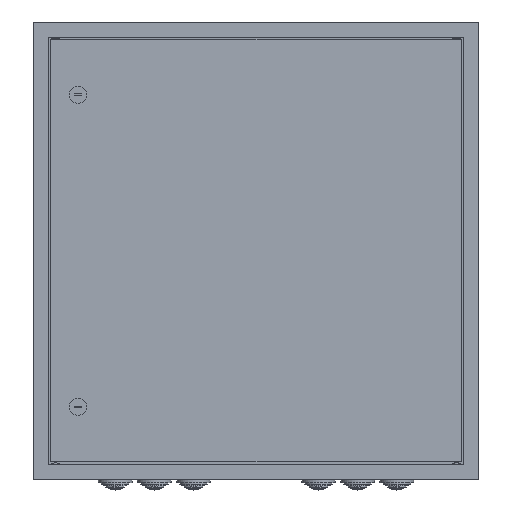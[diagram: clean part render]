
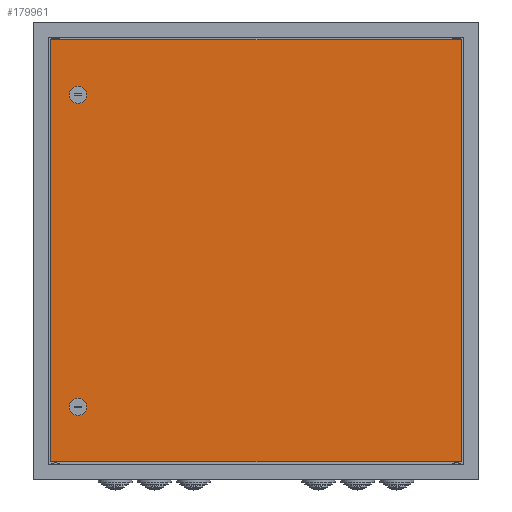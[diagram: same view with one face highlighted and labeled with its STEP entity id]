
A CAD part, top view. The second image highlights one B-rep face of the part: STEP entity #179961.
In plain terms, the highlighted planar face has unit normal (0, 0, 1).
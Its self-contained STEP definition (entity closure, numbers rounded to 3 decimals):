
#32 = VERTEX_POINT ( 'NONE', #191052 ) ;
#7613 = DIRECTION ( 'NONE',  ( 0., -1., 0. ) ) ;
#10154 = CARTESIAN_POINT ( 'NONE',  ( -219.25, 204.21, 138.2 ) ) ;
#11118 = DIRECTION ( 'NONE',  ( -1., 0., 0. ) ) ;
#11730 = CARTESIAN_POINT ( 'NONE',  ( 262.5, 0., 138.2 ) ) ;
#11881 = PLANE ( 'NONE',  #34638 ) ;
#15268 = FACE_BOUND ( 'NONE', #22393, .T. ) ;
#18157 = VERTEX_POINT ( 'NONE', #172906 ) ;
#18177 = EDGE_CURVE ( 'NONE', #90073, #124898, #20458, .T. ) ;
#20458 = CIRCLE ( 'NONE', #75713, 9.5 ) ;
#22393 = EDGE_LOOP ( 'NONE', ( #105763, #51984, #178165, #96533 ) ) ;
#30206 = DIRECTION ( 'NONE',  ( 0., 1., 0. ) ) ;
#30443 = FACE_BOUND ( 'NONE', #214472, .T. ) ;
#31329 = DIRECTION ( 'NONE',  ( -1., 0., 0. ) ) ;
#34591 = ORIENTED_EDGE ( 'NONE', *, *, #107796, .T. ) ;
#34638 = AXIS2_PLACEMENT_3D ( 'NONE', #82384, #154011, #85821 ) ;
#36604 = VERTEX_POINT ( 'NONE', #189904 ) ;
#38135 = ORIENTED_EDGE ( 'NONE', *, *, #182001, .T. ) ;
#38396 = EDGE_CURVE ( 'NONE', #124609, #222024, #121749, .T. ) ;
#42001 = CARTESIAN_POINT ( 'NONE',  ( -235.75, 204.21, 138.2 ) ) ;
#42142 = CIRCLE ( 'NONE', #222885, 9.5 ) ;
#43016 = DIRECTION ( 'NONE',  ( 0., -1., 0. ) ) ;
#44063 = CARTESIAN_POINT ( 'NONE',  ( -235.75, -204.21, 138.2 ) ) ;
#51984 = ORIENTED_EDGE ( 'NONE', *, *, #18177, .T. ) ;
#56274 = DIRECTION ( 'NONE',  ( 0., 0., -1. ) ) ;
#59563 = LINE ( 'NONE', #93140, #209257 ) ;
#61558 = VERTEX_POINT ( 'NONE', #134963 ) ;
#70567 = EDGE_CURVE ( 'NONE', #18157, #124609, #115193, .T. ) ;
#75713 = AXIS2_PLACEMENT_3D ( 'NONE', #170618, #187944, #11118 ) ;
#77768 = CARTESIAN_POINT ( 'NONE',  ( -219.25, 194.79, 138.2 ) ) ;
#81152 = CARTESIAN_POINT ( 'NONE',  ( 0., 269.5, 138.2 ) ) ;
#81998 = ORIENTED_EDGE ( 'NONE', *, *, #204131, .T. ) ;
#82384 = CARTESIAN_POINT ( 'NONE',  ( 0., 0., 138.2 ) ) ;
#83111 = ORIENTED_EDGE ( 'NONE', *, *, #38396, .T. ) ;
#85821 = DIRECTION ( 'NONE',  ( -1., 0., 0. ) ) ;
#88925 = CARTESIAN_POINT ( 'NONE',  ( -227.5, -199.5, 138.2 ) ) ;
#90073 = VERTEX_POINT ( 'NONE', #42001 ) ;
#90077 = EDGE_CURVE ( 'NONE', #61558, #90073, #182989, .T. ) ;
#90781 = EDGE_CURVE ( 'NONE', #222024, #32, #168395, .T. ) ;
#93140 = CARTESIAN_POINT ( 'NONE',  ( 0., -269.5, 138.2 ) ) ;
#94008 = ORIENTED_EDGE ( 'NONE', *, *, #191352, .F. ) ;
#94754 = CARTESIAN_POINT ( 'NONE',  ( -262.5, -269.5, 138.2 ) ) ;
#96284 = CARTESIAN_POINT ( 'NONE',  ( 262.5, 269.5, 138.2 ) ) ;
#96533 = ORIENTED_EDGE ( 'NONE', *, *, #211497, .T. ) ;
#105227 = ORIENTED_EDGE ( 'NONE', *, *, #70567, .T. ) ;
#105371 = VECTOR ( 'NONE', #7613, 1000. ) ;
#105763 = ORIENTED_EDGE ( 'NONE', *, *, #90077, .T. ) ;
#107796 = EDGE_CURVE ( 'NONE', #32, #18157, #202332, .T. ) ;
#112274 = EDGE_CURVE ( 'NONE', #124898, #162491, #184445, .T. ) ;
#115116 = DIRECTION ( 'NONE',  ( 0., 0., -1. ) ) ;
#115193 = CIRCLE ( 'NONE', #200131, 9.5 ) ;
#116614 = VECTOR ( 'NONE', #167879, 1000. ) ;
#116794 = AXIS2_PLACEMENT_3D ( 'NONE', #134413, #56274, #163698 ) ;
#121749 = LINE ( 'NONE', #166003, #105371 ) ;
#124609 = VERTEX_POINT ( 'NONE', #166483 ) ;
#124898 = VERTEX_POINT ( 'NONE', #10154 ) ;
#132835 = VECTOR ( 'NONE', #30206, 1000. ) ;
#134413 = CARTESIAN_POINT ( 'NONE',  ( -227.5, -199.5, 138.2 ) ) ;
#134963 = CARTESIAN_POINT ( 'NONE',  ( -235.75, 194.79, 138.2 ) ) ;
#140401 = EDGE_CURVE ( 'NONE', #180854, #214638, #166629, .T. ) ;
#150911 = CARTESIAN_POINT ( 'NONE',  ( -227.5, 199.5, 138.2 ) ) ;
#153223 = DIRECTION ( 'NONE',  ( 1., 0., 0. ) ) ;
#154011 = DIRECTION ( 'NONE',  ( 0., 0., -1. ) ) ;
#158952 = ORIENTED_EDGE ( 'NONE', *, *, #140401, .F. ) ;
#160391 = CARTESIAN_POINT ( 'NONE',  ( -262.5, 1617., 138.2 ) ) ;
#161530 = LINE ( 'NONE', #160391, #194453 ) ;
#162491 = VERTEX_POINT ( 'NONE', #77768 ) ;
#163698 = DIRECTION ( 'NONE',  ( 1., 0., 0. ) ) ;
#166003 = CARTESIAN_POINT ( 'NONE',  ( -219.25, -204.21, 138.2 ) ) ;
#166483 = CARTESIAN_POINT ( 'NONE',  ( -219.25, -194.79, 138.2 ) ) ;
#166629 = LINE ( 'NONE', #81152, #209573 ) ;
#167093 = DIRECTION ( 'NONE',  ( 0., -1., 0. ) ) ;
#167879 = DIRECTION ( 'NONE',  ( 0., 1., 0. ) ) ;
#168248 = CARTESIAN_POINT ( 'NONE',  ( -219.25, 204.21, 138.2 ) ) ;
#168395 = CIRCLE ( 'NONE', #116794, 9.5 ) ;
#170618 = CARTESIAN_POINT ( 'NONE',  ( -227.5, 199.5, 138.2 ) ) ;
#172160 = CARTESIAN_POINT ( 'NONE',  ( -219.25, -204.21, 138.2 ) ) ;
#172906 = CARTESIAN_POINT ( 'NONE',  ( -235.75, -194.79, 138.2 ) ) ;
#173495 = ORIENTED_EDGE ( 'NONE', *, *, #90781, .T. ) ;
#178165 = ORIENTED_EDGE ( 'NONE', *, *, #112274, .T. ) ;
#179961 = ADVANCED_FACE ( 'NONE', ( #226710, #30443, #15268 ), #11881, .F. ) ;
#180854 = VERTEX_POINT ( 'NONE', #182894 ) ;
#182001 = EDGE_CURVE ( 'NONE', #187520, #36604, #59563, .T. ) ;
#182894 = CARTESIAN_POINT ( 'NONE',  ( -262.5, 269.5, 138.2 ) ) ;
#182989 = LINE ( 'NONE', #219902, #116614 ) ;
#183998 = DIRECTION ( 'NONE',  ( 1., 0., 0. ) ) ;
#184150 = VECTOR ( 'NONE', #167093, 1000. ) ;
#184445 = LINE ( 'NONE', #168248, #184150 ) ;
#187520 = VERTEX_POINT ( 'NONE', #94754 ) ;
#187944 = DIRECTION ( 'NONE',  ( 0., 0., -1. ) ) ;
#189904 = CARTESIAN_POINT ( 'NONE',  ( 262.5, -269.5, 138.2 ) ) ;
#191052 = CARTESIAN_POINT ( 'NONE',  ( -235.75, -204.21, 138.2 ) ) ;
#191352 = EDGE_CURVE ( 'NONE', #214638, #36604, #218592, .T. ) ;
#194453 = VECTOR ( 'NONE', #214709, 1000. ) ;
#200131 = AXIS2_PLACEMENT_3D ( 'NONE', #88925, #211439, #31329 ) ;
#202332 = LINE ( 'NONE', #44063, #132835 ) ;
#203671 = VECTOR ( 'NONE', #43016, 1000. ) ;
#204131 = EDGE_CURVE ( 'NONE', #180854, #187520, #161530, .T. ) ;
#209257 = VECTOR ( 'NONE', #220134, 1000. ) ;
#209573 = VECTOR ( 'NONE', #183998, 1000. ) ;
#211439 = DIRECTION ( 'NONE',  ( 0., 0., -1. ) ) ;
#211497 = EDGE_CURVE ( 'NONE', #162491, #61558, #42142, .T. ) ;
#214472 = EDGE_LOOP ( 'NONE', ( #34591, #105227, #83111, #173495 ) ) ;
#214638 = VERTEX_POINT ( 'NONE', #96284 ) ;
#214709 = DIRECTION ( 'NONE',  ( 0., -1., 0. ) ) ;
#218592 = LINE ( 'NONE', #11730, #203671 ) ;
#219902 = CARTESIAN_POINT ( 'NONE',  ( -235.75, 204.21, 138.2 ) ) ;
#220134 = DIRECTION ( 'NONE',  ( 1., 0., 0. ) ) ;
#222024 = VERTEX_POINT ( 'NONE', #172160 ) ;
#222885 = AXIS2_PLACEMENT_3D ( 'NONE', #150911, #115116, #153223 ) ;
#224841 = EDGE_LOOP ( 'NONE', ( #38135, #94008, #158952, #81998 ) ) ;
#226710 = FACE_OUTER_BOUND ( 'NONE', #224841, .T. ) ;
